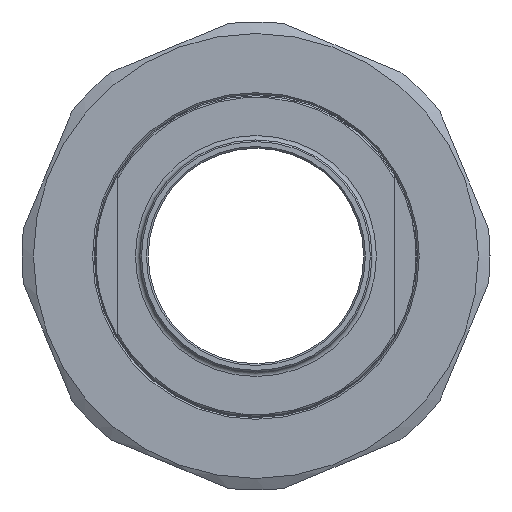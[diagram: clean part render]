
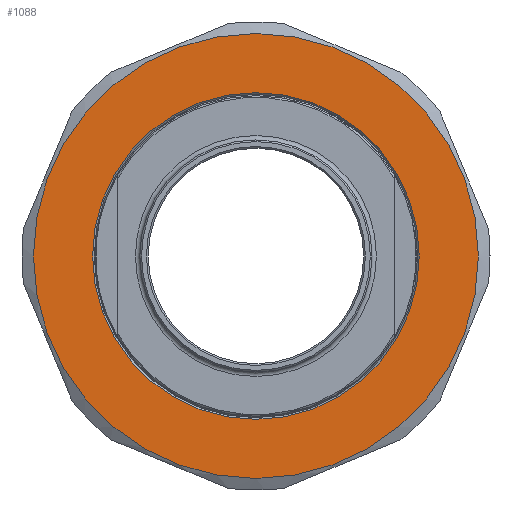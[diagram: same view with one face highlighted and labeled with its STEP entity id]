
A CAD part, left-side view. The second image highlights one B-rep face of the part: STEP entity #1088.
In plain terms, the highlighted planar face has unit normal (-1, 0, 0).
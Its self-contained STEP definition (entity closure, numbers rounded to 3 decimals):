
#36=FACE_BOUND('',#203,.T.);
#96=PLANE('',#1255);
#136=FACE_OUTER_BOUND('',#202,.T.);
#202=EDGE_LOOP('',(#838));
#203=EDGE_LOOP('',(#839));
#386=CIRCLE('',#1235,40.25);
#396=CIRCLE('',#1254,29.55);
#486=VERTEX_POINT('',#1859);
#495=VERTEX_POINT('',#1891);
#612=EDGE_CURVE('',#486,#486,#386,.T.);
#625=EDGE_CURVE('',#495,#495,#396,.T.);
#838=ORIENTED_EDGE('',*,*,#612,.T.);
#839=ORIENTED_EDGE('',*,*,#625,.F.);
#1088=ADVANCED_FACE('',(#136,#36),#96,.T.);
#1235=AXIS2_PLACEMENT_3D('',#1861,#1441,#1442);
#1254=AXIS2_PLACEMENT_3D('',#1892,#1482,#1483);
#1255=AXIS2_PLACEMENT_3D('',#1894,#1485,#1486);
#1441=DIRECTION('center_axis',(-1.,0.,0.));
#1442=DIRECTION('ref_axis',(0.,1.,0.));
#1482=DIRECTION('center_axis',(-1.,0.,0.));
#1483=DIRECTION('ref_axis',(0.,0.,-1.));
#1485=DIRECTION('center_axis',(-1.,0.,0.));
#1486=DIRECTION('ref_axis',(0.,0.,1.));
#1859=CARTESIAN_POINT('',(-25.,-40.25,0.));
#1861=CARTESIAN_POINT('Origin',(-25.,0.,0.));
#1891=CARTESIAN_POINT('',(-25.,0.,29.55));
#1892=CARTESIAN_POINT('Origin',(-25.,0.,0.));
#1894=CARTESIAN_POINT('Origin',(-25.,0.,0.));
